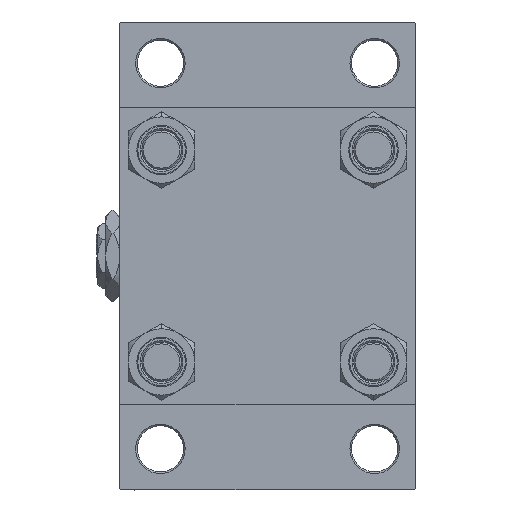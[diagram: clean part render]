
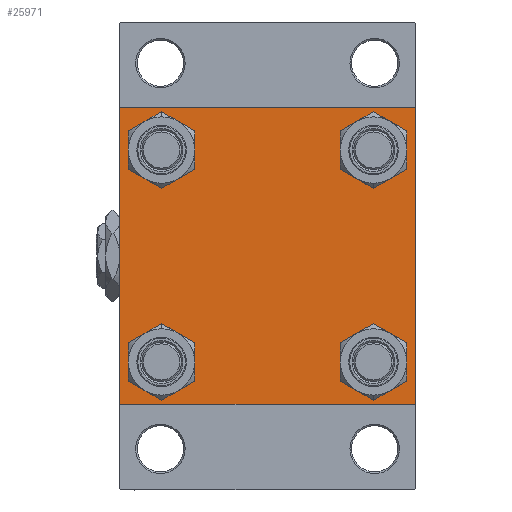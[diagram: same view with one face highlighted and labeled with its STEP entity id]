
A CAD part, left-side view. The second image highlights one B-rep face of the part: STEP entity #25971.
In plain terms, the highlighted planar face has unit normal (-1, 0, 0).
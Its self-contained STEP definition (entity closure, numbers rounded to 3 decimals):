
#242 = CARTESIAN_POINT ( 'NONE',  ( 0., -44.5, -45. ) ) ;
#291 = ORIENTED_EDGE ( 'NONE', *, *, #8114, .T. ) ;
#436 = CARTESIAN_POINT ( 'NONE',  ( 0., 32.15, -38.65 ) ) ;
#445 = VERTEX_POINT ( 'NONE', #3646 ) ;
#563 = CARTESIAN_POINT ( 'NONE',  ( 0., 45., 45. ) ) ;
#596 = DIRECTION ( 'NONE',  ( 0., -0.707, -0.707 ) ) ;
#904 = FACE_BOUND ( 'NONE', #41367, .T. ) ;
#1175 = CARTESIAN_POINT ( 'NONE',  ( 0., 32.15, -32.15 ) ) ;
#1912 = DIRECTION ( 'NONE',  ( 1., 0., 0. ) ) ;
#2068 = CARTESIAN_POINT ( 'NONE',  ( 0., 32.15, 25.65 ) ) ;
#2161 = CIRCLE ( 'NONE', #38092, 6.5 ) ;
#2210 = CARTESIAN_POINT ( 'NONE',  ( 0., -45., -44.5 ) ) ;
#2338 = CARTESIAN_POINT ( 'NONE',  ( 0., -32.15, -32.15 ) ) ;
#2587 = VERTEX_POINT ( 'NONE', #44817 ) ;
#2704 = LINE ( 'NONE', #10191, #41740 ) ;
#3171 = CARTESIAN_POINT ( 'NONE',  ( 0., -32.15, 32.15 ) ) ;
#3248 = CIRCLE ( 'NONE', #31151, 6.5 ) ;
#3334 = ORIENTED_EDGE ( 'NONE', *, *, #47657, .T. ) ;
#3344 = ORIENTED_EDGE ( 'NONE', *, *, #45159, .T. ) ;
#3646 = CARTESIAN_POINT ( 'NONE',  ( 0., 32.15, -25.65 ) ) ;
#3747 = VERTEX_POINT ( 'NONE', #39830 ) ;
#4167 = PLANE ( 'NONE',  #21761 ) ;
#4202 = CARTESIAN_POINT ( 'NONE',  ( 0., -32.15, 38.65 ) ) ;
#4591 = DIRECTION ( 'NONE',  ( 0., 0., 1. ) ) ;
#4656 = CARTESIAN_POINT ( 'NONE',  ( 0., 0., 0. ) ) ;
#5455 = LINE ( 'NONE', #28440, #12256 ) ;
#5616 = VERTEX_POINT ( 'NONE', #5894 ) ;
#5889 = EDGE_CURVE ( 'NONE', #3747, #48245, #16417, .T. ) ;
#5894 = CARTESIAN_POINT ( 'NONE',  ( 0., 45., 44.5 ) ) ;
#6437 = VERTEX_POINT ( 'NONE', #242 ) ;
#6506 = CARTESIAN_POINT ( 'NONE',  ( 0., 45., -44.5 ) ) ;
#6581 = EDGE_CURVE ( 'NONE', #21596, #28230, #33219, .T. ) ;
#6689 = CARTESIAN_POINT ( 'NONE',  ( 0., 44.5, -45. ) ) ;
#7343 = LINE ( 'NONE', #22577, #34504 ) ;
#7689 = AXIS2_PLACEMENT_3D ( 'NONE', #45197, #36949, #34166 ) ;
#8025 = CARTESIAN_POINT ( 'NONE',  ( 0., -44.75, 44.75 ) ) ;
#8114 = EDGE_CURVE ( 'NONE', #25611, #10528, #31714, .T. ) ;
#8146 = DIRECTION ( 'NONE',  ( 0., 0., 1. ) ) ;
#8312 = VERTEX_POINT ( 'NONE', #35126 ) ;
#8387 = EDGE_LOOP ( 'NONE', ( #3344, #25372 ) ) ;
#9209 = CARTESIAN_POINT ( 'NONE',  ( 0., -32.15, -32.15 ) ) ;
#9304 = LINE ( 'NONE', #21560, #41669 ) ;
#9551 = DIRECTION ( 'NONE',  ( 0., -1., 0. ) ) ;
#10191 = CARTESIAN_POINT ( 'NONE',  ( 0., -45., 45. ) ) ;
#10528 = VERTEX_POINT ( 'NONE', #15259 ) ;
#10801 = DIRECTION ( 'NONE',  ( 0., 0., 1. ) ) ;
#10844 = DIRECTION ( 'NONE',  ( 0., -0.707, 0.707 ) ) ;
#11770 = DIRECTION ( 'NONE',  ( 0., 0.707, 0.707 ) ) ;
#12055 = CARTESIAN_POINT ( 'NONE',  ( 0., 32.15, 32.15 ) ) ;
#12129 = FACE_BOUND ( 'NONE', #8387, .T. ) ;
#12256 = VECTOR ( 'NONE', #35938, 1000. ) ;
#12320 = CARTESIAN_POINT ( 'NONE',  ( 0., 45., -45. ) ) ;
#13564 = ORIENTED_EDGE ( 'NONE', *, *, #14735, .T. ) ;
#14038 = ORIENTED_EDGE ( 'NONE', *, *, #5889, .T. ) ;
#14735 = EDGE_CURVE ( 'NONE', #2587, #43814, #42276, .T. ) ;
#14839 = ORIENTED_EDGE ( 'NONE', *, *, #48953, .T. ) ;
#15259 = CARTESIAN_POINT ( 'NONE',  ( 0., -44.5, 45. ) ) ;
#16368 = VECTOR ( 'NONE', #24464, 1000. ) ;
#16417 = CIRCLE ( 'NONE', #44414, 6.5 ) ;
#16852 = ORIENTED_EDGE ( 'NONE', *, *, #6581, .T. ) ;
#16966 = ORIENTED_EDGE ( 'NONE', *, *, #34655, .T. ) ;
#17170 = EDGE_CURVE ( 'NONE', #28230, #21596, #3248, .T. ) ;
#17813 = DIRECTION ( 'NONE',  ( 1., 0., 0. ) ) ;
#18396 = DIRECTION ( 'NONE',  ( 1., 0., 0. ) ) ;
#18937 = ORIENTED_EDGE ( 'NONE', *, *, #46621, .T. ) ;
#20429 = CARTESIAN_POINT ( 'NONE',  ( 0., -32.15, -25.65 ) ) ;
#21560 = CARTESIAN_POINT ( 'NONE',  ( 0., 45., 45. ) ) ;
#21596 = VERTEX_POINT ( 'NONE', #4202 ) ;
#21761 = AXIS2_PLACEMENT_3D ( 'NONE', #4656, #35639, #8146 ) ;
#22577 = CARTESIAN_POINT ( 'NONE',  ( 0., -44.75, -44.75 ) ) ;
#22588 = AXIS2_PLACEMENT_3D ( 'NONE', #12055, #42580, #4591 ) ;
#23144 = FACE_BOUND ( 'NONE', #44004, .T. ) ;
#23323 = ORIENTED_EDGE ( 'NONE', *, *, #25801, .F. ) ;
#23937 = CIRCLE ( 'NONE', #39951, 6.5 ) ;
#24070 = DIRECTION ( 'NONE',  ( 0., -1., 0. ) ) ;
#24464 = DIRECTION ( 'NONE',  ( 0., 0., -1. ) ) ;
#25302 = EDGE_LOOP ( 'NONE', ( #32090, #42825, #16966, #18937, #23323, #291, #38558, #14839 ) ) ;
#25327 = DIRECTION ( 'NONE',  ( 1., 0., 0. ) ) ;
#25372 = ORIENTED_EDGE ( 'NONE', *, *, #40834, .T. ) ;
#25611 = VERTEX_POINT ( 'NONE', #42472 ) ;
#25797 = VERTEX_POINT ( 'NONE', #2210 ) ;
#25801 = EDGE_CURVE ( 'NONE', #25611, #25797, #2704, .T. ) ;
#25971 = ADVANCED_FACE ( 'NONE', ( #904, #42406, #12129, #23144, #31384 ), #4167, .T. ) ;
#26120 = ORIENTED_EDGE ( 'NONE', *, *, #39576, .T. ) ;
#27800 = LINE ( 'NONE', #42576, #37671 ) ;
#28071 = AXIS2_PLACEMENT_3D ( 'NONE', #35070, #28320, #46585 ) ;
#28230 = VERTEX_POINT ( 'NONE', #41275 ) ;
#28320 = DIRECTION ( 'NONE',  ( 1., 0., 0. ) ) ;
#28440 = CARTESIAN_POINT ( 'NONE',  ( 0., 44.75, 44.75 ) ) ;
#28471 = LINE ( 'NONE', #563, #16368 ) ;
#28654 = DIRECTION ( 'NONE',  ( 0., 0., 1. ) ) ;
#29147 = VERTEX_POINT ( 'NONE', #436 ) ;
#29867 = EDGE_LOOP ( 'NONE', ( #26120, #13564 ) ) ;
#31151 = AXIS2_PLACEMENT_3D ( 'NONE', #3171, #18396, #33901 ) ;
#31384 = FACE_OUTER_BOUND ( 'NONE', #25302, .T. ) ;
#31531 = VECTOR ( 'NONE', #24070, 1000. ) ;
#31714 = LINE ( 'NONE', #8025, #45183 ) ;
#32083 = LINE ( 'NONE', #12320, #31531 ) ;
#32090 = ORIENTED_EDGE ( 'NONE', *, *, #34963, .T. ) ;
#33219 = CIRCLE ( 'NONE', #7689, 6.5 ) ;
#33901 = DIRECTION ( 'NONE',  ( 0., 0., 1. ) ) ;
#34139 = VERTEX_POINT ( 'NONE', #6506 ) ;
#34166 = DIRECTION ( 'NONE',  ( 0., 0., 1. ) ) ;
#34504 = VECTOR ( 'NONE', #10844, 1000. ) ;
#34655 = EDGE_CURVE ( 'NONE', #47177, #6437, #32083, .T. ) ;
#34963 = EDGE_CURVE ( 'NONE', #5616, #34139, #28471, .T. ) ;
#35070 = CARTESIAN_POINT ( 'NONE',  ( 0., 32.15, -32.15 ) ) ;
#35126 = CARTESIAN_POINT ( 'NONE',  ( 0., 44.5, 45. ) ) ;
#35639 = DIRECTION ( 'NONE',  ( -1., 0., 0. ) ) ;
#35938 = DIRECTION ( 'NONE',  ( 0., 0.707, -0.707 ) ) ;
#36949 = DIRECTION ( 'NONE',  ( 1., 0., 0. ) ) ;
#37671 = VECTOR ( 'NONE', #596, 1000. ) ;
#38092 = AXIS2_PLACEMENT_3D ( 'NONE', #2338, #17813, #10801 ) ;
#38558 = ORIENTED_EDGE ( 'NONE', *, *, #44476, .F. ) ;
#39576 = EDGE_CURVE ( 'NONE', #43814, #2587, #2161, .T. ) ;
#39725 = DIRECTION ( 'NONE',  ( 0., 0., 1. ) ) ;
#39830 = CARTESIAN_POINT ( 'NONE',  ( 0., 32.15, 38.65 ) ) ;
#39951 = AXIS2_PLACEMENT_3D ( 'NONE', #1175, #1912, #28654 ) ;
#40077 = CARTESIAN_POINT ( 'NONE',  ( 0., 32.15, 32.15 ) ) ;
#40696 = AXIS2_PLACEMENT_3D ( 'NONE', #9209, #43979, #39725 ) ;
#40834 = EDGE_CURVE ( 'NONE', #29147, #445, #23937, .T. ) ;
#41069 = DIRECTION ( 'NONE',  ( 0., 0., 1. ) ) ;
#41275 = CARTESIAN_POINT ( 'NONE',  ( 0., -32.15, 25.65 ) ) ;
#41367 = EDGE_LOOP ( 'NONE', ( #16852, #46258 ) ) ;
#41669 = VECTOR ( 'NONE', #9551, 1000. ) ;
#41740 = VECTOR ( 'NONE', #43720, 1000. ) ;
#42276 = CIRCLE ( 'NONE', #40696, 6.5 ) ;
#42406 = FACE_BOUND ( 'NONE', #29867, .T. ) ;
#42472 = CARTESIAN_POINT ( 'NONE',  ( 0., -45., 44.5 ) ) ;
#42576 = CARTESIAN_POINT ( 'NONE',  ( 0., 44.75, -44.75 ) ) ;
#42580 = DIRECTION ( 'NONE',  ( 1., 0., 0. ) ) ;
#42825 = ORIENTED_EDGE ( 'NONE', *, *, #44330, .T. ) ;
#43720 = DIRECTION ( 'NONE',  ( 0., 0., -1. ) ) ;
#43814 = VERTEX_POINT ( 'NONE', #20429 ) ;
#43979 = DIRECTION ( 'NONE',  ( 1., 0., 0. ) ) ;
#44004 = EDGE_LOOP ( 'NONE', ( #14038, #3334 ) ) ;
#44330 = EDGE_CURVE ( 'NONE', #34139, #47177, #27800, .T. ) ;
#44414 = AXIS2_PLACEMENT_3D ( 'NONE', #40077, #25327, #41069 ) ;
#44476 = EDGE_CURVE ( 'NONE', #8312, #10528, #9304, .T. ) ;
#44817 = CARTESIAN_POINT ( 'NONE',  ( 0., -32.15, -38.65 ) ) ;
#44895 = CIRCLE ( 'NONE', #28071, 6.5 ) ;
#45159 = EDGE_CURVE ( 'NONE', #445, #29147, #44895, .T. ) ;
#45183 = VECTOR ( 'NONE', #11770, 1000. ) ;
#45197 = CARTESIAN_POINT ( 'NONE',  ( 0., -32.15, 32.15 ) ) ;
#45752 = CIRCLE ( 'NONE', #22588, 6.5 ) ;
#46258 = ORIENTED_EDGE ( 'NONE', *, *, #17170, .T. ) ;
#46585 = DIRECTION ( 'NONE',  ( 0., 0., 1. ) ) ;
#46621 = EDGE_CURVE ( 'NONE', #6437, #25797, #7343, .T. ) ;
#47177 = VERTEX_POINT ( 'NONE', #6689 ) ;
#47657 = EDGE_CURVE ( 'NONE', #48245, #3747, #45752, .T. ) ;
#48245 = VERTEX_POINT ( 'NONE', #2068 ) ;
#48953 = EDGE_CURVE ( 'NONE', #8312, #5616, #5455, .T. ) ;
